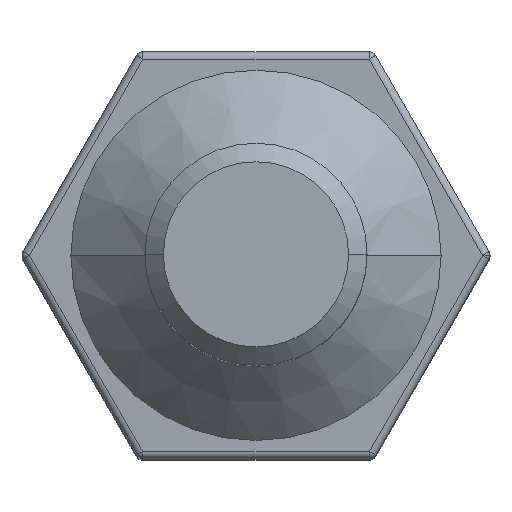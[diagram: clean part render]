
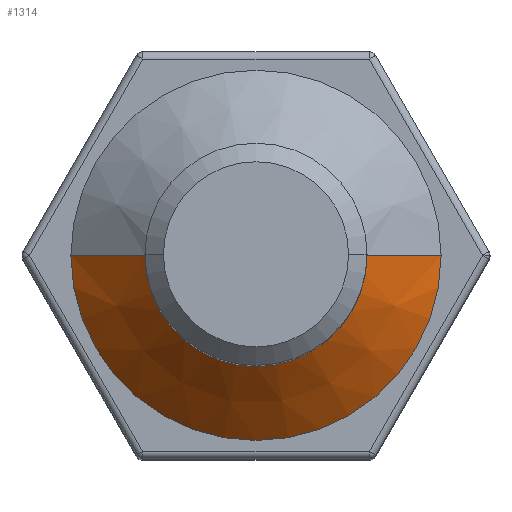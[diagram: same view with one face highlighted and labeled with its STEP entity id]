
A CAD part, top view. The second image highlights one B-rep face of the part: STEP entity #1314.
In plain terms, the highlighted conical face has half-angle 45 degrees and reference radius 1.5 mm.
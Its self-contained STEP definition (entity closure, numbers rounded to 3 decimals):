
#21 = VECTOR ( 'NONE', #1259, 1000. ) ;
#41 = LINE ( 'NONE', #1343, #152 ) ;
#96 = LINE ( 'NONE', #441, #21 ) ;
#109 = CARTESIAN_POINT ( 'NONE',  ( 0., 0., 0. ) ) ;
#152 = VECTOR ( 'NONE', #530, 1000. ) ;
#182 = CARTESIAN_POINT ( 'NONE',  ( 0., 0., 1. ) ) ;
#227 = ORIENTED_EDGE ( 'NONE', *, *, #1044, .T. ) ;
#243 = DIRECTION ( 'NONE',  ( -1., 0., 0. ) ) ;
#253 = ORIENTED_EDGE ( 'NONE', *, *, #1050, .F. ) ;
#259 = CIRCLE ( 'NONE', #563, 1.5 ) ;
#273 = ORIENTED_EDGE ( 'NONE', *, *, #1025, .T. ) ;
#346 = ORIENTED_EDGE ( 'NONE', *, *, #1016, .F. ) ;
#383 = CARTESIAN_POINT ( 'NONE',  ( 2.5, 0., 0. ) ) ;
#396 = CIRCLE ( 'NONE', #554, 2.5 ) ;
#425 = AXIS2_PLACEMENT_3D ( 'NONE', #182, #1318, #1242 ) ;
#441 = CARTESIAN_POINT ( 'NONE',  ( 1.5, 0., 1. ) ) ;
#530 = DIRECTION ( 'NONE',  ( -0.707, 0., -0.707 ) ) ;
#537 = CARTESIAN_POINT ( 'NONE',  ( 0., 0., 1. ) ) ;
#554 = AXIS2_PLACEMENT_3D ( 'NONE', #109, #900, #243 ) ;
#563 = AXIS2_PLACEMENT_3D ( 'NONE', #537, #1348, #657 ) ;
#657 = DIRECTION ( 'NONE',  ( -1., 0., 0. ) ) ;
#762 = VERTEX_POINT ( 'NONE', #1083 ) ;
#856 = VERTEX_POINT ( 'NONE', #383 ) ;
#900 = DIRECTION ( 'NONE',  ( 0., 0., -1. ) ) ;
#1016 = EDGE_CURVE ( 'NONE', #1331, #856, #96, .T. ) ;
#1025 = EDGE_CURVE ( 'NONE', #1066, #762, #41, .T. ) ;
#1044 = EDGE_CURVE ( 'NONE', #1331, #1066, #259, .T. ) ;
#1050 = EDGE_CURVE ( 'NONE', #856, #762, #396, .T. ) ;
#1066 = VERTEX_POINT ( 'NONE', #1355 ) ;
#1083 = CARTESIAN_POINT ( 'NONE',  ( -2.5, 0., 0. ) ) ;
#1185 = CONICAL_SURFACE ( 'NONE', #425, 1.5, 0.785 ) ;
#1195 = EDGE_LOOP ( 'NONE', ( #346, #227, #273, #253 ) ) ;
#1242 = DIRECTION ( 'NONE',  ( -1., 0., 0. ) ) ;
#1259 = DIRECTION ( 'NONE',  ( 0.707, 0., -0.707 ) ) ;
#1263 = FACE_OUTER_BOUND ( 'NONE', #1195, .T. ) ;
#1314 = ADVANCED_FACE ( 'NONE', ( #1263 ), #1185, .T. ) ;
#1318 = DIRECTION ( 'NONE',  ( 0., 0., -1. ) ) ;
#1326 = CARTESIAN_POINT ( 'NONE',  ( 1.5, 0., 1. ) ) ;
#1331 = VERTEX_POINT ( 'NONE', #1326 ) ;
#1343 = CARTESIAN_POINT ( 'NONE',  ( -1.5, 0., 1. ) ) ;
#1348 = DIRECTION ( 'NONE',  ( 0., 0., -1. ) ) ;
#1355 = CARTESIAN_POINT ( 'NONE',  ( -1.5, 0., 1. ) ) ;
